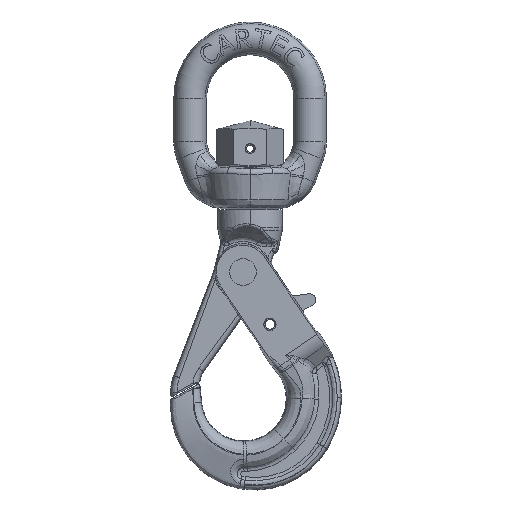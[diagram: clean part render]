
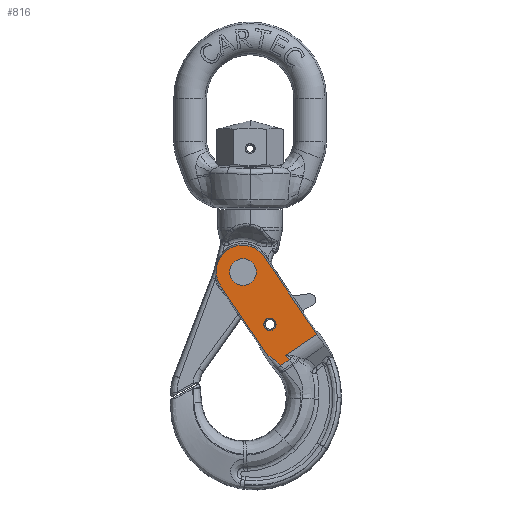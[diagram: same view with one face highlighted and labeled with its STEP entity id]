
A CAD part, top view. The second image highlights one B-rep face of the part: STEP entity #816.
In plain terms, the highlighted planar face has unit normal (0, 0, 1).
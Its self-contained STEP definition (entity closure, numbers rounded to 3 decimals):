
#816=ADVANCED_FACE('',(#2259,#2260,#2261),#2262,.F.);
#2259=FACE_OUTER_BOUND('',#4759,.T.);
#2260=FACE_BOUND('',#4760,.T.);
#2261=FACE_BOUND('',#4761,.T.);
#2262=PLANE('',#4762);
#4759=EDGE_LOOP('',(#27509,#27510,#27511,#27512,#27513,#27514,#27515,#27516));
#4760=EDGE_LOOP('',(#27517,#27518));
#4761=EDGE_LOOP('',(#27519,#27520));
#4762=AXIS2_PLACEMENT_3D('',#27521,#27522,#27523);
#27509=ORIENTED_EDGE('',*,*,#32784,.F.);
#27510=ORIENTED_EDGE('',*,*,#32779,.F.);
#27511=ORIENTED_EDGE('',*,*,#32785,.F.);
#27512=ORIENTED_EDGE('',*,*,#32786,.F.);
#27513=ORIENTED_EDGE('',*,*,#32787,.T.);
#27514=ORIENTED_EDGE('',*,*,#32788,.T.);
#27515=ORIENTED_EDGE('',*,*,#32683,.T.);
#27516=ORIENTED_EDGE('',*,*,#32789,.T.);
#27517=ORIENTED_EDGE('',*,*,#32597,.F.);
#27518=ORIENTED_EDGE('',*,*,#32790,.F.);
#27519=ORIENTED_EDGE('',*,*,#32609,.T.);
#27520=ORIENTED_EDGE('',*,*,#32791,.T.);
#27521=CARTESIAN_POINT('',(12.494,10.529,12.25));
#27522=DIRECTION('',(0.0,0.0,-1.0));
#27523=DIRECTION('',(0.0,-1.0,0.0));
#32597=EDGE_CURVE('',#35003,#35006,#35007,.T.);
#32609=EDGE_CURVE('',#35022,#35026,#35028,.T.);
#32683=EDGE_CURVE('',#35155,#35152,#35156,.T.);
#32779=EDGE_CURVE('',#35304,#35306,#35307,.F.);
#32784=EDGE_CURVE('',#35306,#35312,#35313,.T.);
#32785=EDGE_CURVE('',#35314,#35304,#35315,.F.);
#32786=EDGE_CURVE('',#35316,#35314,#35317,.T.);
#32787=EDGE_CURVE('',#35316,#35318,#35319,.T.);
#32788=EDGE_CURVE('',#35318,#35155,#35320,.T.);
#32789=EDGE_CURVE('',#35152,#35312,#35321,.T.);
#32790=EDGE_CURVE('',#35006,#35003,#35322,.T.);
#32791=EDGE_CURVE('',#35026,#35022,#35323,.T.);
#35003=VERTEX_POINT('',#38466);
#35006=VERTEX_POINT('',#38470);
#35007=CIRCLE('',#38471,5.55);
#35022=VERTEX_POINT('',#38489);
#35026=VERTEX_POINT('',#38494);
#35028=CIRCLE('',#38497,2.55);
#35152=VERTEX_POINT('',#38975);
#35155=VERTEX_POINT('',#38979);
#35156=CIRCLE('',#38980,10.928);
#35304=VERTEX_POINT('',#39414);
#35306=VERTEX_POINT('',#39416);
#35307=CIRCLE('',#39417,20.554);
#35312=VERTEX_POINT('',#39430);
#35313=LINE('',#39431,#39432);
#35314=VERTEX_POINT('',#39433);
#35315=LINE('',#39434,#39435);
#35316=VERTEX_POINT('',#39436);
#35317=B_SPLINE_CURVE_WITH_KNOTS('',3,(#39437,#39438,#39439,#39440,#39441,#39442,#39443,#39444,#39445,#39446,#39447,#39448,#39449,#39450,#39451,#39452,#39453,#39454,#39455,#39456,#39457,#39458,#39459,#39460,#39461,#39462,#39463,#39464,#39465,#39466,#39467,#39468,#39469,#39470),.UNSPECIFIED.,.F.,.F.,(4,3,3,3,3,3,3,3,3,3,3,4),(0.,0.057,0.088,0.12,0.135,0.151,0.182,0.245,0.371,0.5,0.748,1.0),.UNSPECIFIED.);
#35318=VERTEX_POINT('',#39471);
#35319=LINE('',#39472,#39473);
#35320=LINE('',#39474,#39475);
#35321=CIRCLE('',#39476,10.928);
#35322=CIRCLE('',#39477,5.55);
#35323=CIRCLE('',#39478,2.55);
#38466=CARTESIAN_POINT('',(5.171,52.674,12.25));
#38470=CARTESIAN_POINT('',(-5.929,52.674,12.25));
#38471=AXIS2_PLACEMENT_3D('',#54357,#54358,#54359);
#38489=CARTESIAN_POINT('',(8.309,30.935,12.25));
#38494=CARTESIAN_POINT('',(13.409,30.935,12.25));
#38497=AXIS2_PLACEMENT_3D('',#54377,#54378,#54379);
#38975=CARTESIAN_POINT('',(-11.532,53.005,12.25));
#38979=CARTESIAN_POINT('',(8.441,59.139,12.25));
#38980=AXIS2_PLACEMENT_3D('',#54474,#54475,#54476);
#39414=CARTESIAN_POINT('',(15.312,13.712,12.25));
#39416=CARTESIAN_POINT('',(9.935,17.994,12.25));
#39417=AXIS2_PLACEMENT_3D('',#54586,#54587,#54588);
#39430=CARTESIAN_POINT('',(-9.648,46.871,12.25));
#39431=CARTESIAN_POINT('',(2.282,29.279,12.25));
#39432=VECTOR('',#54590,34.891);
#39433=CARTESIAN_POINT('',(18.926,16.163,12.25));
#39434=CARTESIAN_POINT('',(15.312,13.712,12.25));
#39435=VECTOR('',#54591,4.366);
#39436=CARTESIAN_POINT('',(17.483,17.916,12.25));
#39437=CARTESIAN_POINT('',(17.483,17.916,12.25));
#39438=CARTESIAN_POINT('',(17.511,17.883,12.25));
#39439=CARTESIAN_POINT('',(17.539,17.851,12.25));
#39440=CARTESIAN_POINT('',(17.568,17.819,12.25));
#39441=CARTESIAN_POINT('',(17.584,17.801,12.25));
#39442=CARTESIAN_POINT('',(17.599,17.783,12.25));
#39443=CARTESIAN_POINT('',(17.615,17.765,12.25));
#39444=CARTESIAN_POINT('',(17.631,17.747,12.25));
#39445=CARTESIAN_POINT('',(17.646,17.729,12.25));
#39446=CARTESIAN_POINT('',(17.662,17.712,12.25));
#39447=CARTESIAN_POINT('',(17.67,17.703,12.25));
#39448=CARTESIAN_POINT('',(17.678,17.694,12.25));
#39449=CARTESIAN_POINT('',(17.686,17.685,12.25));
#39450=CARTESIAN_POINT('',(17.693,17.676,12.25));
#39451=CARTESIAN_POINT('',(17.701,17.667,12.25));
#39452=CARTESIAN_POINT('',(17.709,17.658,12.25));
#39453=CARTESIAN_POINT('',(17.725,17.64,12.25));
#39454=CARTESIAN_POINT('',(17.741,17.622,12.25));
#39455=CARTESIAN_POINT('',(17.756,17.604,12.25));
#39456=CARTESIAN_POINT('',(17.787,17.568,12.25));
#39457=CARTESIAN_POINT('',(17.819,17.533,12.25));
#39458=CARTESIAN_POINT('',(17.85,17.497,12.25));
#39459=CARTESIAN_POINT('',(17.912,17.424,12.25));
#39460=CARTESIAN_POINT('',(17.974,17.352,12.25));
#39461=CARTESIAN_POINT('',(18.035,17.279,12.25));
#39462=CARTESIAN_POINT('',(18.098,17.205,12.25));
#39463=CARTESIAN_POINT('',(18.16,17.13,12.25));
#39464=CARTESIAN_POINT('',(18.223,17.054,12.25));
#39465=CARTESIAN_POINT('',(18.342,16.91,12.25));
#39466=CARTESIAN_POINT('',(18.46,16.763,12.25));
#39467=CARTESIAN_POINT('',(18.576,16.616,12.25));
#39468=CARTESIAN_POINT('',(18.695,16.466,12.25));
#39469=CARTESIAN_POINT('',(18.811,16.315,12.25));
#39470=CARTESIAN_POINT('',(18.926,16.163,12.25));
#39471=CARTESIAN_POINT('',(30.438,26.701,12.25));
#39472=CARTESIAN_POINT('',(17.483,17.916,12.25));
#39473=VECTOR('',#54592,15.654);
#39474=CARTESIAN_POINT('',(32.444,23.744,12.25));
#39475=VECTOR('',#54593,39.192);
#39476=AXIS2_PLACEMENT_3D('',#54594,#54595,#54596);
#39477=AXIS2_PLACEMENT_3D('',#54597,#54598,#54599);
#39478=AXIS2_PLACEMENT_3D('',#54600,#54601,#54602);
#54357=CARTESIAN_POINT('',(-0.379,52.674,12.25));
#54358=DIRECTION('',(0.0,0.0,1.0));
#54359=DIRECTION('',(1.0,0.0,0.0));
#54377=CARTESIAN_POINT('',(10.859,30.935,12.25));
#54378=DIRECTION('',(0.0,0.0,-1.0));
#54379=DIRECTION('',(-1.0,0.0,0.0));
#54474=CARTESIAN_POINT('',(-0.603,53.005,12.25));
#54475=DIRECTION('',(0.0,0.0,1.0));
#54476=DIRECTION('',(-1.0,0.0,0.0));
#54586=CARTESIAN_POINT('',(0.0,0.0,12.25));
#54587=DIRECTION('',(0.0,0.0,-1.0));
#54588=DIRECTION('',(-1.0,0.0,0.0));
#54590=DIRECTION('',(-0.561,0.828,0.0));
#54591=DIRECTION('',(0.828,0.561,0.0));
#54592=DIRECTION('',(0.828,0.561,0.0));
#54593=DIRECTION('',(-0.561,0.828,0.0));
#54594=CARTESIAN_POINT('',(-0.603,53.005,12.25));
#54595=DIRECTION('',(0.0,0.0,1.0));
#54596=DIRECTION('',(-1.0,0.0,0.0));
#54597=CARTESIAN_POINT('',(-0.379,52.674,12.25));
#54598=DIRECTION('',(0.0,0.0,1.0));
#54599=DIRECTION('',(1.0,0.0,0.0));
#54600=CARTESIAN_POINT('',(10.859,30.935,12.25));
#54601=DIRECTION('',(0.0,0.0,-1.0));
#54602=DIRECTION('',(-1.0,0.0,0.0));
